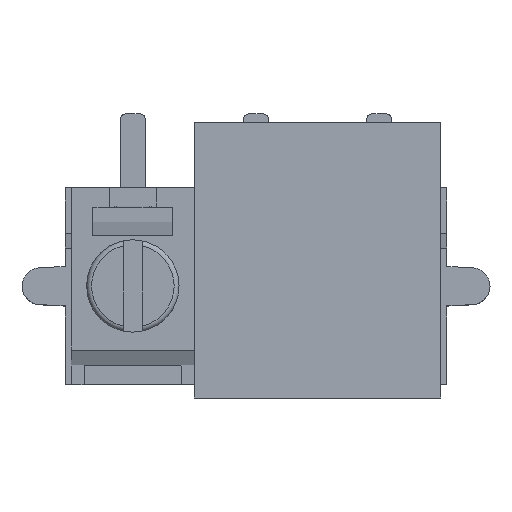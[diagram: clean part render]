
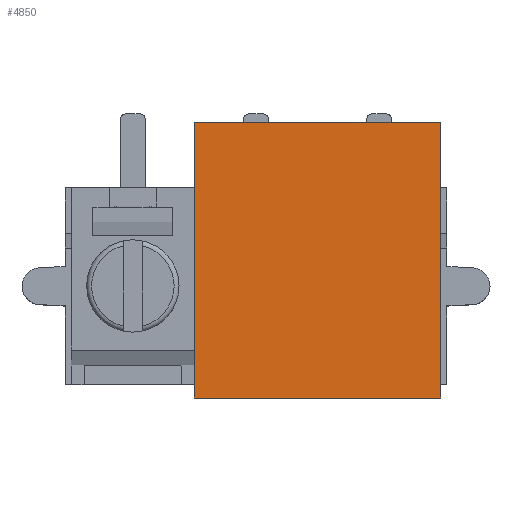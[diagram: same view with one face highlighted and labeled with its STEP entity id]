
A CAD part, top view. The second image highlights one B-rep face of the part: STEP entity #4850.
In plain terms, the highlighted planar face has unit normal (0, 0, 1).
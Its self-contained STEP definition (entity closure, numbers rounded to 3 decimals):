
#1433=ORIENTED_EDGE('',*,*,#2166,.F.);
#1434=ORIENTED_EDGE('',*,*,#2165,.F.);
#1435=ORIENTED_EDGE('',*,*,#2162,.T.);
#1436=ORIENTED_EDGE('',*,*,#2167,.T.);
#2162=EDGE_CURVE('',#2604,#2606,#3190,.T.);
#2165=EDGE_CURVE('',#2604,#2608,#3193,.T.);
#2166=EDGE_CURVE('',#2608,#2609,#3194,.T.);
#2167=EDGE_CURVE('',#2606,#2609,#3195,.T.);
#2604=VERTEX_POINT('',#8151);
#2606=VERTEX_POINT('',#8155);
#2608=VERTEX_POINT('',#8160);
#2609=VERTEX_POINT('',#8165);
#3190=LINE('',#8156,#3786);
#3193=LINE('',#8162,#3789);
#3194=LINE('',#8164,#3790);
#3195=LINE('',#8166,#3791);
#3786=VECTOR('',#6614,1000.);
#3789=VECTOR('',#6619,1000.);
#3790=VECTOR('',#6622,1000.);
#3791=VECTOR('',#6623,1000.);
#4079=EDGE_LOOP('',(#1433,#1434,#1435,#1436));
#4371=FACE_BOUND('',#4079,.T.);
#4593=PLANE('',#5392);
#4850=ADVANCED_FACE('',(#4371),#4593,.T.);
#5392=AXIS2_PLACEMENT_3D('',#8163,#6620,#6621);
#6614=DIRECTION('',(1.,0.,0.));
#6619=DIRECTION('',(0.,1.,0.));
#6620=DIRECTION('',(0.,0.,1.));
#6621=DIRECTION('',(1.,0.,0.));
#6622=DIRECTION('',(1.,0.,0.));
#6623=DIRECTION('',(0.,1.,0.));
#8151=CARTESIAN_POINT('',(-4.925,-5.,3.85));
#8155=CARTESIAN_POINT('',(6.275,-5.,3.85));
#8156=CARTESIAN_POINT('',(-4.925,-5.,3.85));
#8160=CARTESIAN_POINT('',(-4.925,5.,3.85));
#8162=CARTESIAN_POINT('',(-4.925,-5.,3.85));
#8163=CARTESIAN_POINT('',(-4.925,-5.,3.85));
#8164=CARTESIAN_POINT('',(-4.925,5.,3.85));
#8165=CARTESIAN_POINT('',(6.275,5.,3.85));
#8166=CARTESIAN_POINT('',(6.275,-5.,3.85));
